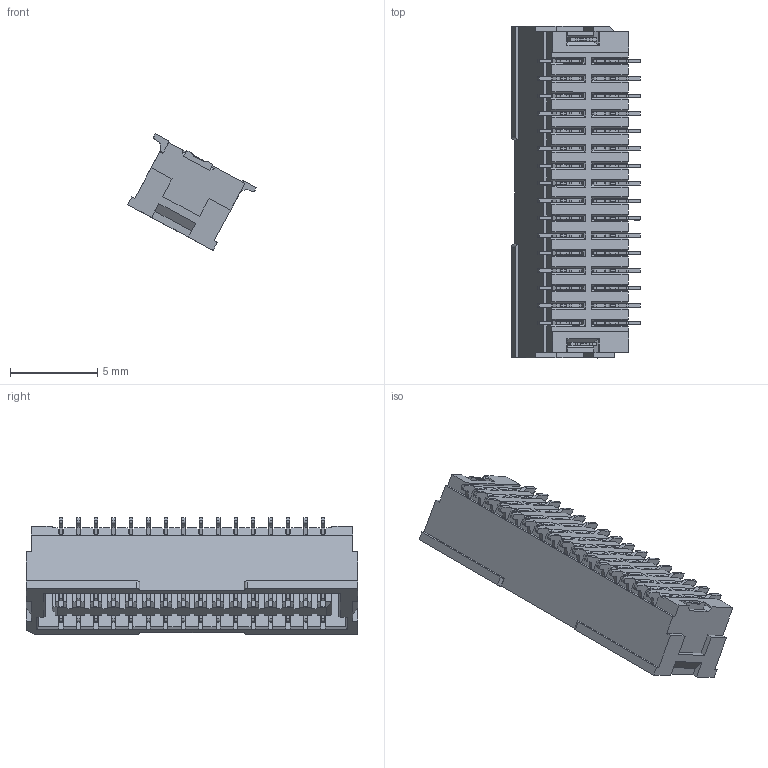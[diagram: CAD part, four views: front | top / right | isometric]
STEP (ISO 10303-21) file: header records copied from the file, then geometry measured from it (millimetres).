
FILE_DESCRIPTION (( 'STEP AP203' ), '1' );
FILE_NAME ('FWF10014-D32S83NAM.STEP', '2025-11-21T06:02:16', ( '' ), ( '' ), 'SwSTEP 2.0', 'SolidWorks 2021', '' );
FILE_SCHEMA (( 'CONFIG_CONTROL_DESIGN' ));
Products named in the file (1): FWF10014-D32S83NAM
Bounding box: 7.38 x 19 x 6.68 mm (x, y, z)
Volume: 270.5 mm3; surface area: 1336.7 mm2
Topology: 19 solids, 19 shells, 2928 faces, 9041 edges, 5977 vertices
Faces by surface type: plane 1788, cylinder 1110, bspline 30
Entity records: 101520 total; most frequent: CARTESIAN_POINT 20533, ORIENTED_EDGE 18082, DIRECTION 15845, EDGE_CURVE 9041, VECTOR 6623, LINE 6623, VERTEX_POINT 5977, AXIS2_PLACEMENT_3D 4611
